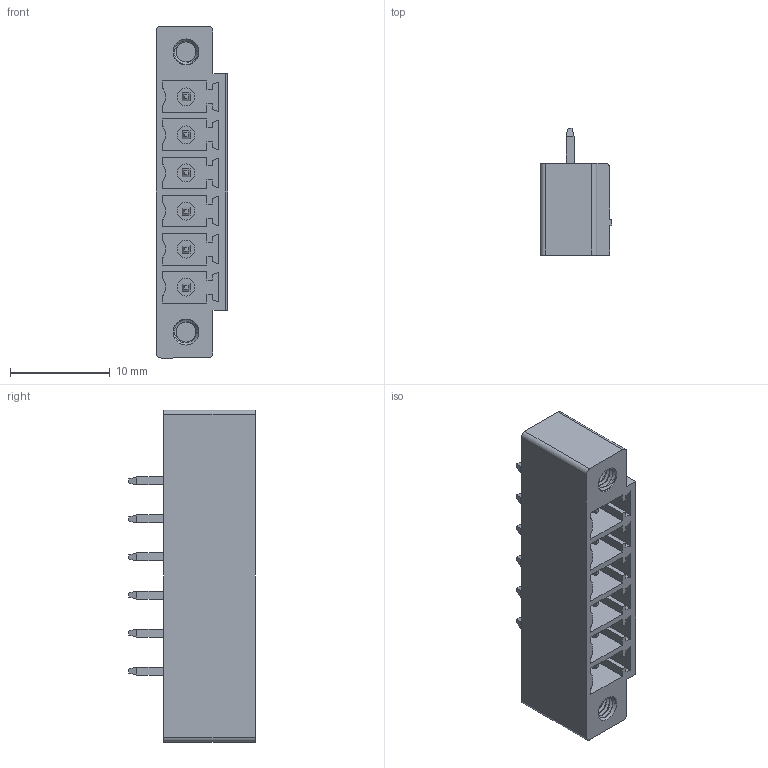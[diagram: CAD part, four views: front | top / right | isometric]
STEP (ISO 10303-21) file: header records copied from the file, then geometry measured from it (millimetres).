
FILE_DESCRIPTION (( 'STEP AP214' ), '1' );
FILE_NAME ('CUI_DEVICES_TBP02R2W-381-06BE.step', '2019-10-22T06:05:09', ( '' ), ( '' ), 'SwSTEP 2.0', 'SolidWorks 2019', '' );
FILE_SCHEMA (( 'AUTOMOTIVE_DESIGN' ));
Length unit declared in the file: millimetre
Products named in the file (1): CUI_DEVICES_TBP02R2W-381-06BE
Bounding box: 7.2 x 12.7 x 33.25 mm (x, y, z)
Volume: 1366 mm3; surface area: 2287.4 mm2
Topology: 1 solids, 1 shells, 349 faces, 915 edges, 594 vertices
Faces by surface type: plane 213, cylinder 126, cone 6, bspline 4
Entity records: 16979 total; most frequent: CARTESIAN_POINT 6385, ORIENTED_EDGE 1830, DIRECTION 1499, EDGE_CURVE 915, VECTOR 635, LINE 635, VERTEX_POINT 594, AXIS2_PLACEMENT_3D 432
